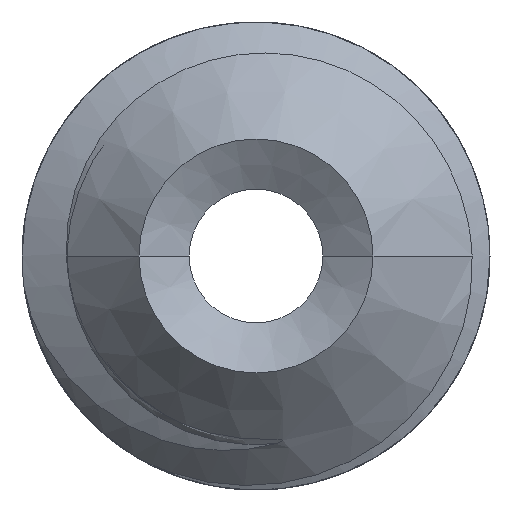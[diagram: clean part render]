
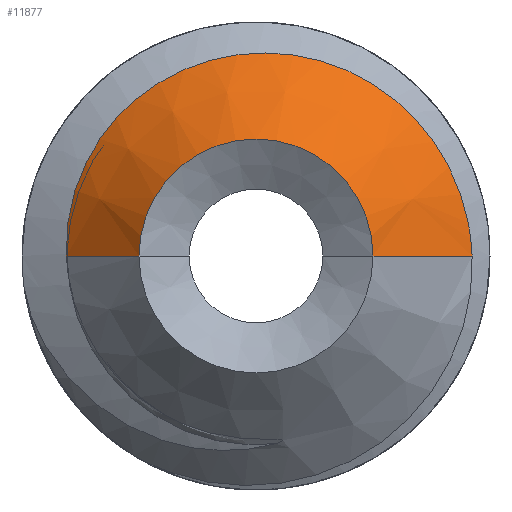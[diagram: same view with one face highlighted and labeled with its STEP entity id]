
A CAD part, left-side view. The second image highlights one B-rep face of the part: STEP entity #11877.
In plain terms, the highlighted conical face has half-angle 45 degrees and reference radius 1.266 mm.
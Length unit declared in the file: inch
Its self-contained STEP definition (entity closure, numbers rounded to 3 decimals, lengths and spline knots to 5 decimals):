
#3997=CARTESIAN_POINT('',(0.02173,0.05673,0.));
#3998=CARTESIAN_POINT('',(0.02189,0.05689,
0.00374));
#3999=CARTESIAN_POINT('',(0.02223,0.05649,
0.01131));
#4000=CARTESIAN_POINT('',(0.02274,0.05355,
0.02263));
#4001=CARTESIAN_POINT('',(0.02324,0.04837,
0.03312));
#4002=CARTESIAN_POINT('',(0.02373,0.04144,
0.04214));
#4003=CARTESIAN_POINT('',(0.02423,0.03265,
0.04989));
#4004=CARTESIAN_POINT('',(0.02474,0.02219,
0.0559));
#4005=CARTESIAN_POINT('',(0.02524,0.01068,
0.05969));
#4006=CARTESIAN_POINT('',(0.02573,-0.00106,
0.0611));
#4007=CARTESIAN_POINT('',(0.02622,-0.01289,
0.06024));
#4008=CARTESIAN_POINT('',(0.02671,-0.02435,
0.05712));
#4009=CARTESIAN_POINT('',(0.0272,-0.03517,
0.05177));
#4010=CARTESIAN_POINT('',(0.02768,-0.04473,
0.04445));
#4011=CARTESIAN_POINT('',(0.02817,-0.05286,
0.03532));
#4012=CARTESIAN_POINT('',(0.02867,-0.05925,
0.02443));
#4013=CARTESIAN_POINT('',(0.02917,-0.06338,
0.01238));
#4014=CARTESIAN_POINT('',(0.02949,-0.06449,
0.00412));
#4015=CARTESIAN_POINT('',(0.02965,-0.06465,0.));
#4995=DIRECTION('',(0.707,0.707,0.));
#4996=VECTOR('',#4995,0.03073);
#4997=CARTESIAN_POINT('',(0.,0.035,0.));
#4998=LINE('',#4997,#4996);
#4999=DIRECTION('',(0.707,-0.707,0.));
#5000=VECTOR('',#4999,0.04193);
#5001=CARTESIAN_POINT('',(0.,-0.035,0.));
#5002=LINE('',#5001,#5000);
#5003=CARTESIAN_POINT('',(0.,0.,0.));
#5004=DIRECTION('',(1.,0.,0.));
#5005=DIRECTION('',(0.,1.,0.));
#5006=AXIS2_PLACEMENT_3D('',#5003,#5004,#5005);
#5324=CARTESIAN_POINT('',(0.,0.035,0.));
#5325=CARTESIAN_POINT('',(0.02173,0.05673,0.));
#5326=VERTEX_POINT('',#5324);
#5327=VERTEX_POINT('',#5325);
#5328=CARTESIAN_POINT('',(0.,-0.035,0.));
#5329=CARTESIAN_POINT('',(0.02965,-0.06465,0.));
#5330=VERTEX_POINT('',#5328);
#5331=VERTEX_POINT('',#5329);
#11865=CARTESIAN_POINT('',(0.01483,0.,0.));
#11866=DIRECTION('',(1.,0.,0.));
#11867=DIRECTION('',(0.,-1.,0.));
#11868=AXIS2_PLACEMENT_3D('',#11865,#11866,#11867);
#11869=CONICAL_SURFACE('',#11868,0.04983,45.);
#11870=ORIENTED_EDGE('',*,*,#9169,.T.);
#11871=ORIENTED_EDGE('',*,*,#9143,.T.);
#11872=ORIENTED_EDGE('',*,*,#9173,.F.);
#11874=ORIENTED_EDGE('',*,*,#11873,.F.);
#11875=EDGE_LOOP('',(#11870,#11871,#11872,#11874));
#11876=FACE_OUTER_BOUND('',#11875,.F.);
#4016=B_SPLINE_CURVE_WITH_KNOTS('',3,(#3997,#3998,#3999,#4000,#4001,#4002,#4003,
#4004,#4005,#4006,#4007,#4008,#4009,#4010,#4011,#4012,#4013,#4014,#4015),
.UNSPECIFIED.,.F.,.F.,(4,1,1,1,1,1,1,1,1,1,1,1,1,1,1,1,4),(0.,0.0625,0.125,
0.1875,0.25,0.3125,0.375,0.4375,0.5,0.5625,0.625,0.6875,
0.75,0.8125,0.875,0.9375,1.),.UNSPECIFIED.);
#5007=CIRCLE('',#5006,0.035);
#9143=EDGE_CURVE('',#5327,#5331,#4016,.T.);
#9169=EDGE_CURVE('',#5326,#5327,#4998,.T.);
#9173=EDGE_CURVE('',#5330,#5331,#5002,.T.);
#11873=EDGE_CURVE('',#5326,#5330,#5007,.T.);
#11877=ADVANCED_FACE('',(#11876),#11869,.T.);
